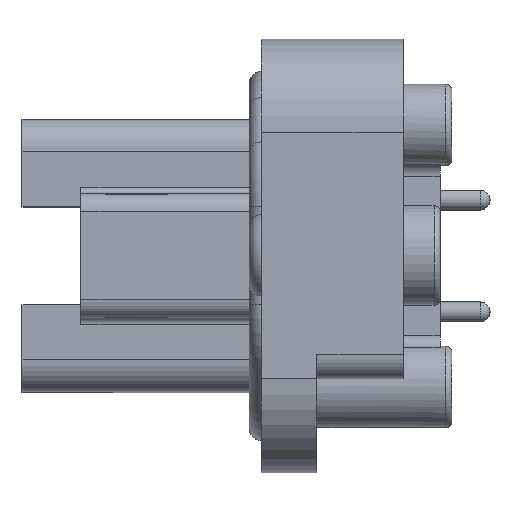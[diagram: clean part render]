
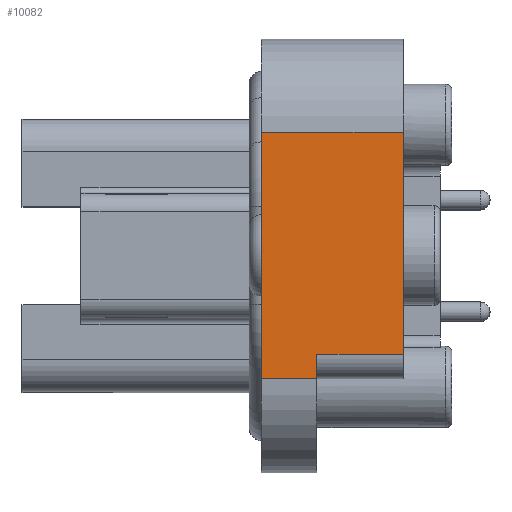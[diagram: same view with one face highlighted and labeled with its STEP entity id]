
A CAD part, top view. The second image highlights one B-rep face of the part: STEP entity #10082.
In plain terms, the highlighted planar face has unit normal (0, 0, 1).
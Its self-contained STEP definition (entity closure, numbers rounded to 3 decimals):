
#1094=ORIENTED_EDGE('',*,*,#3059,.F.);
#1095=ORIENTED_EDGE('',*,*,#3060,.T.);
#1096=ORIENTED_EDGE('',*,*,#3039,.F.);
#1097=ORIENTED_EDGE('',*,*,#3057,.T.);
#1098=ORIENTED_EDGE('',*,*,#2996,.T.);
#1099=ORIENTED_EDGE('',*,*,#3048,.F.);
#2996=EDGE_CURVE('',#3959,#3965,#4607,.T.);
#3039=EDGE_CURVE('',#4008,#4009,#4629,.T.);
#3048=EDGE_CURVE('',#4014,#3965,#4634,.T.);
#3057=EDGE_CURVE('',#4008,#3959,#4642,.T.);
#3059=EDGE_CURVE('',#4019,#4014,#4644,.T.);
#3060=EDGE_CURVE('',#4019,#4009,#4645,.T.);
#3959=VERTEX_POINT('',#14236);
#3965=VERTEX_POINT('',#14248);
#4008=VERTEX_POINT('',#14337);
#4009=VERTEX_POINT('',#14339);
#4014=VERTEX_POINT('',#14354);
#4019=VERTEX_POINT('',#14376);
#4607=LINE('',#14249,#5302);
#4629=LINE('',#14338,#5324);
#4634=LINE('',#14356,#5329);
#4642=LINE('',#14372,#5337);
#4644=LINE('',#14375,#5339);
#4645=LINE('',#14377,#5340);
#5302=VECTOR('',#11832,1000.);
#5324=VECTOR('',#11902,1000.);
#5329=VECTOR('',#11919,1000.);
#5337=VECTOR('',#11937,1000.);
#5339=VECTOR('',#11941,1000.);
#5340=VECTOR('',#11942,1000.);
#5783=EDGE_LOOP('',(#1094,#1095,#1096,#1097,#1098,#1099));
#6330=FACE_BOUND('',#5783,.T.);
#6835=PLANE('',#10658);
#10082=ADVANCED_FACE('',(#6330),#6835,.F.);
#10658=AXIS2_PLACEMENT_3D('',#14374,#11939,#11940);
#11832=DIRECTION('',(0.,-1.,0.));
#11902=DIRECTION('',(0.,-1.,0.));
#11919=DIRECTION('',(-1.,0.,0.));
#11937=DIRECTION('',(-1.,0.,0.));
#11939=DIRECTION('',(0.,0.,-1.));
#11940=DIRECTION('',(-1.,0.,0.));
#11941=DIRECTION('',(0.,-1.,0.));
#11942=DIRECTION('',(1.,0.,0.));
#14236=CARTESIAN_POINT('',(0.,10.025,29.6));
#14248=CARTESIAN_POINT('',(0.,-10.025,29.6));
#14249=CARTESIAN_POINT('',(0.,10.025,29.6));
#14337=CARTESIAN_POINT('',(11.56,10.025,29.6));
#14338=CARTESIAN_POINT('',(11.56,10.025,29.6));
#14339=CARTESIAN_POINT('',(11.56,-8.055,29.6));
#14354=CARTESIAN_POINT('',(4.52,-10.025,29.6));
#14356=CARTESIAN_POINT('',(11.56,-10.025,29.6));
#14372=CARTESIAN_POINT('',(11.56,10.025,29.6));
#14374=CARTESIAN_POINT('',(11.56,10.025,29.6));
#14375=CARTESIAN_POINT('',(4.52,-8.055,29.6));
#14376=CARTESIAN_POINT('',(4.52,-8.055,29.6));
#14377=CARTESIAN_POINT('',(4.52,-8.055,29.6));
